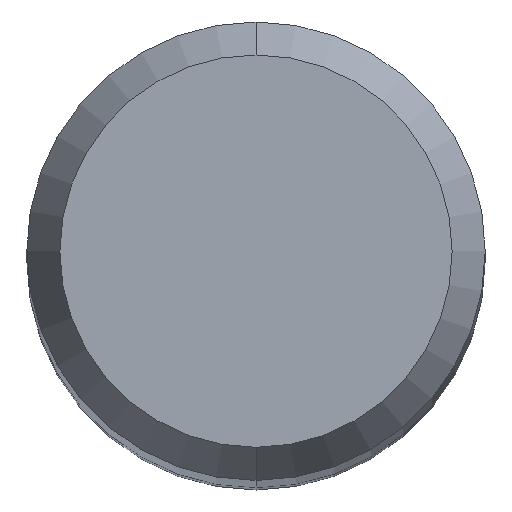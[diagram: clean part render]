
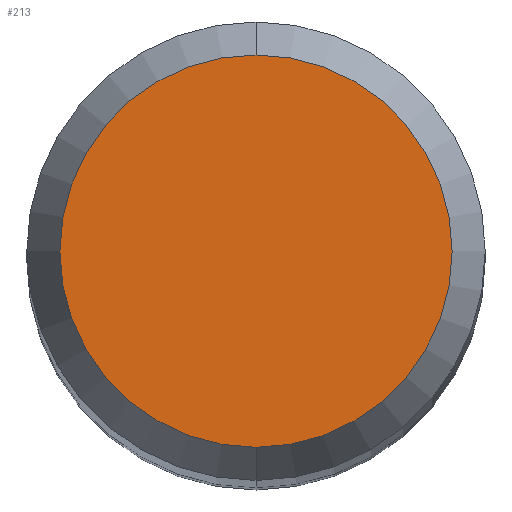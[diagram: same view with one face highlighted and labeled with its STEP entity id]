
A CAD part, top view. The second image highlights one B-rep face of the part: STEP entity #213.
In plain terms, the highlighted planar face has unit normal (0, 0, 1).
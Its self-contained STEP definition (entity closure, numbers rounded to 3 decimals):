
#159=EDGE_CURVE('',#281,#259,#411,.T.);
#213=ADVANCED_FACE('',(#468),#469,.T.);
#259=VERTEX_POINT('',#520);
#281=VERTEX_POINT('',#544);
#357=EDGE_CURVE('',#259,#281,#630,.T.);
#411=CIRCLE('',#682,1.358);
#468=FACE_OUTER_BOUND('',#802,.T.);
#469=PLANE('',#803);
#520=CARTESIAN_POINT('',(0.0,1.358,0.0));
#544=CARTESIAN_POINT('',(0.,-1.358,0.0));
#630=CIRCLE('',#1179,1.358);
#682=AXIS2_PLACEMENT_3D('',#1228,#1229,#1230);
#802=EDGE_LOOP('',(#1277,#1278));
#803=AXIS2_PLACEMENT_3D('',#1279,#1280,#1281);
#1179=AXIS2_PLACEMENT_3D('',#1467,#1468,#1469);
#1228=CARTESIAN_POINT('',(0.0,0.0,0.0));
#1229=DIRECTION('',(0.0,0.0,-1.0));
#1230=DIRECTION('',(0.0,1.0,0.0));
#1277=ORIENTED_EDGE('',*,*,#357,.F.);
#1278=ORIENTED_EDGE('',*,*,#159,.F.);
#1279=CARTESIAN_POINT('',(0.0,0.679,0.0));
#1280=DIRECTION('',(-0.0,0.0,1.0));
#1281=DIRECTION('',(0.0,-1.0,0.0));
#1467=CARTESIAN_POINT('',(0.0,0.0,0.0));
#1468=DIRECTION('',(0.0,0.0,-1.0));
#1469=DIRECTION('',(0.0,1.0,0.0));
